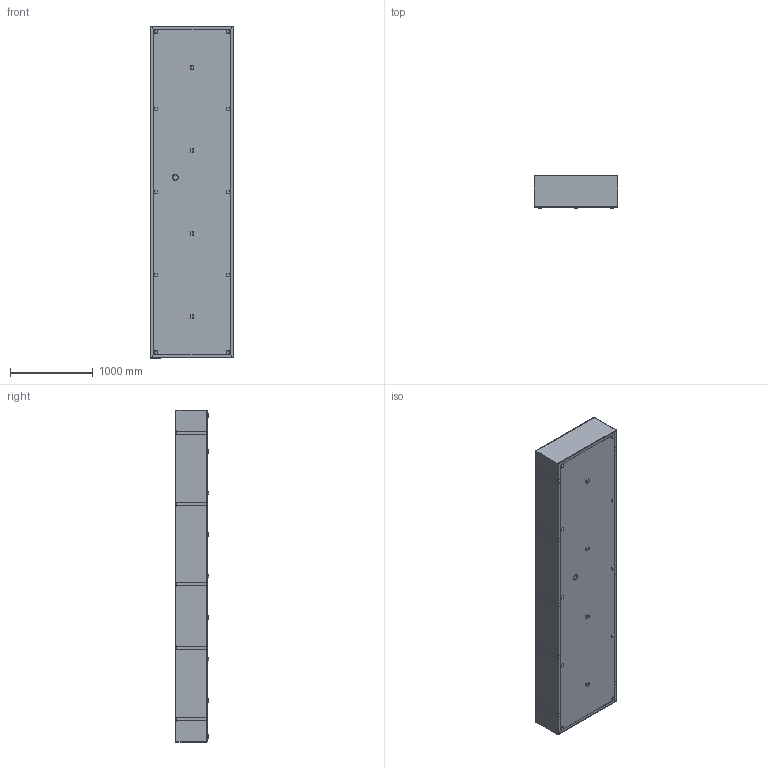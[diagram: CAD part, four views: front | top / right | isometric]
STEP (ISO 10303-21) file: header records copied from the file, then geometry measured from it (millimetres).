
FILE_DESCRIPTION (( 'STEP AP203' ), '1' );
FILE_NAME ('AB3.STEP', '2022-05-16T13:27:54', ( '' ), ( '' ), 'SwSTEP 2.0', 'SolidWorks 2021', '' );
FILE_SCHEMA (( 'CONFIG_CONTROL_DESIGN' ));
Length unit declared in the file: millimetre
Products named in the file (17): AB3..-Reinforcement H; AB3..-Feet; AB3..-Side 2; AB3..-pipe cover; AB3..-Cover; AB3.. Base; -AB3.. Cover and Cover frame; AB3..-Bottom 1; AB3..-Frame reinf. total; AB3..-Feet NH; AB3..-Ring top; AB3..-Reinforcement Wall; AB3..-Side; AB3..-pipe; AB3..-Frame reinf.; AB3; AB3..-Cover frame_Default<As Machined>
Assembly tree (46 placements, depth 4):
  AB3
    AB3.. Base
      AB3..-Bottom 1
      AB3..-Side  x2
      AB3..-pipe
      AB3..-Feet  x4
      AB3..-Feet NH  x10
      AB3..-Side 2  x2
      AB3..-Reinforcement Wall  x10
      AB3..-Reinforcement H  x5
    -AB3.. Cover and Cover frame
      AB3..-Cover
      AB3..-Cover frame_Default<As Machined>
      AB3..-Frame reinf. total  x4
        AB3..-pipe cover
        AB3..-Ring top
        AB3..-Frame reinf.
Bounding box: 1000 x 400 x 4000 mm (x, y, z)
Volume: 46814635.4 mm3; surface area: 31437682.4 mm2
Topology: 55 solids, 55 shells, 1663 faces, 3809 edges, 2256 vertices
Faces by surface type: plane 1067, cylinder 452, bspline 144
Entity records: 18588 total; most frequent: CARTESIAN_POINT 4696, ORIENTED_EDGE 2358, DIRECTION 2261, EDGE_CURVE 1179, VECTOR 819, LINE 819, VERTEX_POINT 724, AXIS2_PLACEMENT_3D 721
